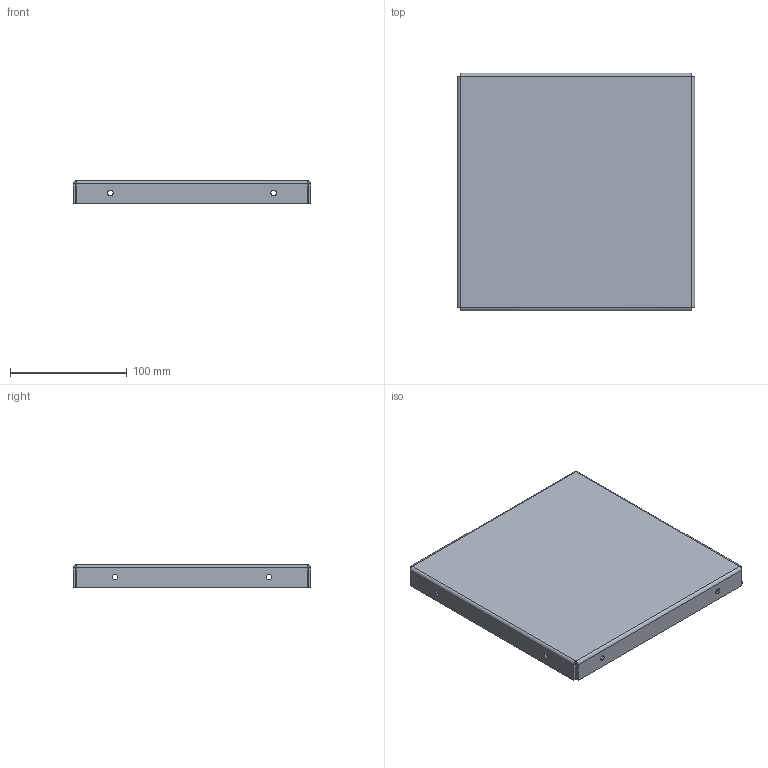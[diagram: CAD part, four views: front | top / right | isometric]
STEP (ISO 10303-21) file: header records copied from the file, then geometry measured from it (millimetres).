
FILE_DESCRIPTION(/* description */ ('END CAP WIREWAY FITTING, CS, 8X8'),/* implementation_level */ '2;1');
FILE_NAME(/* name */ 'E0808NK.stp',/* time_stamp */ '2015-09-14T16:35:30+05:00',/* author */ ('vdas'),/* organization */ (''),/* preprocessor_version */ 'ST-DEVELOPER v15.2',/* originating_system */ 'Autodesk Inventor 2014',/* authorisation */ '');
FILE_SCHEMA (('AUTOMOTIVE_DESIGN { 1 0 10303 214 3 1 1 }'));
Length unit declared in the file: inch
Products named in the file (1): E0808NK
Bounding box: 203.2 x 203.2 x 19.05 mm (x, y, z)
Volume: 101782.4 mm3; surface area: 110307.6 mm2
Topology: 1 solids, 1 shells, 46 faces, 100 edges, 56 vertices
Faces by surface type: plane 22, cylinder 16, bspline 8
Full cylindrical faces by diameter (mm): 4.762 x8
Entity records: 1460 total; most frequent: CARTESIAN_POINT 443, ORIENTED_EDGE 184, DIRECTION 170, EDGE_CURVE 92, EDGE_LOOP 70, LINE 60, VECTOR 60, VERTEX_POINT 56
